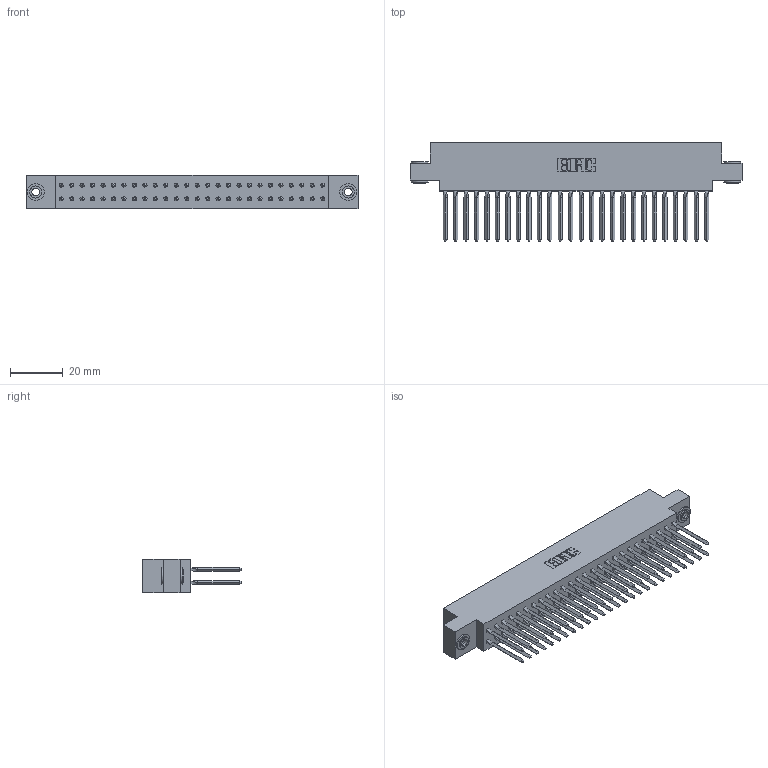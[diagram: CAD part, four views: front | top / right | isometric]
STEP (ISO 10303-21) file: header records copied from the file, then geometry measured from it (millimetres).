
FILE_DESCRIPTION (( 'STEP AP203' ), '1' );
FILE_NAME ('317-052-540-803.STEP', '2020-02-28T03:25:58', ( '' ), ( '' ), 'SwSTEP 2.0', 'SolidWorks 2016', '' );
FILE_SCHEMA (( 'CONFIG_CONTROL_DESIGN' ));
Length unit declared in the file: inch
Products named in the file (4): 345-250-002_345-250-002-102; 317-052-540-803; 317-290-001_540; 317 Part_.156 Dia - TH
Assembly tree (55 placements, depth 2):
  317-052-540-803
    317 Part_.156 Dia - TH
    317-290-001_540  x52
    345-250-002_345-250-002-102  x2
Bounding box: 125.73 x 37.34 x 12.7 mm (x, y, z)
Volume: 20579.8 mm3; surface area: 30291.7 mm2
Topology: 55 solids, 55 shells, 4768 faces, 13195 edges, 8498 vertices
Faces by surface type: plane 3864, cylinder 688, bspline 208, cone 8
Entity records: 40465 total; most frequent: CARTESIAN_POINT 7442, ORIENTED_EDGE 6934, DIRECTION 5827, EDGE_CURVE 3467, LINE 3187, VECTOR 3187, VERTEX_POINT 2303, AXIS2_PLACEMENT_3D 1320
